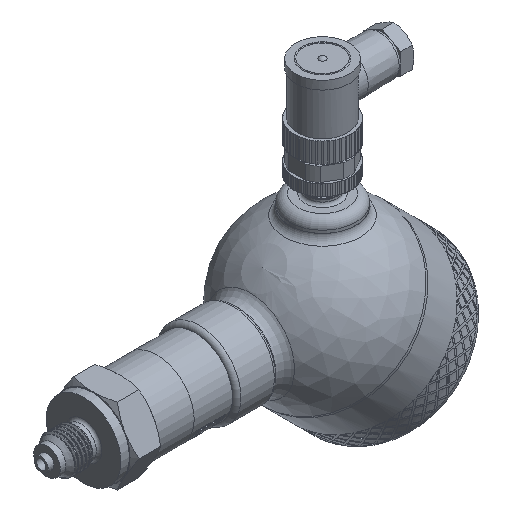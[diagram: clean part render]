
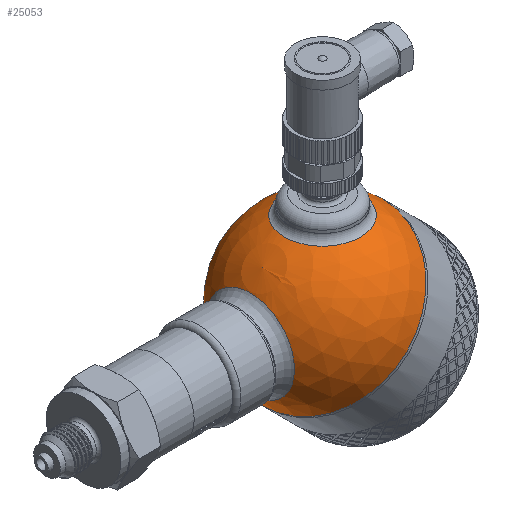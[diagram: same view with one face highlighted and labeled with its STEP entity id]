
A CAD part, isometric view. The second image highlights one B-rep face of the part: STEP entity #25053.
In plain terms, the highlighted spherical face has radius 30 mm.
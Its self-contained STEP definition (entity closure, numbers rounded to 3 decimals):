
#36=SPHERICAL_SURFACE('',#26555,30.);
#91=FACE_BOUND('',#3399,.T.);
#92=FACE_BOUND('',#3400,.T.);
#1767=FACE_OUTER_BOUND('',#3398,.T.);
#3398=EDGE_LOOP('',(#18026,#18027,#18028,#18029));
#3399=EDGE_LOOP('',(#18030));
#3400=EDGE_LOOP('',(#18031));
#4883=CIRCLE('',#26478,30.);
#4884=CIRCLE('',#26479,30.);
#4911=CIRCLE('',#26551,13.5);
#4914=CIRCLE('',#26556,30.);
#4915=CIRCLE('',#26557,15.643);
#9564=VERTEX_POINT('',#35137);
#9565=VERTEX_POINT('',#35139);
#10092=VERTEX_POINT('',#41903);
#10094=VERTEX_POINT('',#41910);
#10095=VERTEX_POINT('',#41912);
#12265=EDGE_CURVE('',#9564,#9565,#4883,.T.);
#12266=EDGE_CURVE('',#9565,#9564,#4884,.T.);
#13059=EDGE_CURVE('',#10092,#10092,#4911,.T.);
#13062=EDGE_CURVE('',#9565,#10094,#4914,.T.);
#13063=EDGE_CURVE('',#10095,#10095,#4915,.T.);
#18026=ORIENTED_EDGE('',*,*,#12266,.F.);
#18027=ORIENTED_EDGE('',*,*,#13062,.T.);
#18028=ORIENTED_EDGE('',*,*,#13062,.F.);
#18029=ORIENTED_EDGE('',*,*,#12265,.F.);
#18030=ORIENTED_EDGE('',*,*,#13063,.F.);
#18031=ORIENTED_EDGE('',*,*,#13059,.F.);
#25053=ADVANCED_FACE('',(#1767,#91,#92),#36,.T.);
#26478=AXIS2_PLACEMENT_3D('',#35140,#28097,#28098);
#26479=AXIS2_PLACEMENT_3D('',#35141,#28099,#28100);
#26551=AXIS2_PLACEMENT_3D('',#41904,#28521,#28522);
#26555=AXIS2_PLACEMENT_3D('',#41909,#28529,#28530);
#26556=AXIS2_PLACEMENT_3D('',#41911,#28531,#28532);
#26557=AXIS2_PLACEMENT_3D('',#41913,#28533,#28534);
#28097=DIRECTION('center_axis',(1.,0.,0.));
#28098=DIRECTION('ref_axis',(0.,1.,0.));
#28099=DIRECTION('center_axis',(1.,0.,0.));
#28100=DIRECTION('ref_axis',(0.,1.,0.));
#28521=DIRECTION('center_axis',(-0.707,0.,-0.707));
#28522=DIRECTION('ref_axis',(-0.707,0.,0.707));
#28529=DIRECTION('center_axis',(1.,0.,0.));
#28530=DIRECTION('ref_axis',(0.,-1.,0.));
#28531=DIRECTION('center_axis',(0.,0.,1.));
#28532=DIRECTION('ref_axis',(0.,1.,0.));
#28533=DIRECTION('center_axis',(-0.707,0.,0.707));
#28534=DIRECTION('ref_axis',(0.707,0.,0.707));
#35137=CARTESIAN_POINT('',(0.,-30.,0.));
#35139=CARTESIAN_POINT('',(0.,30.,0.));
#35140=CARTESIAN_POINT('Origin',(0.,0.,0.));
#35141=CARTESIAN_POINT('Origin',(0.,0.,0.));
#41903=CARTESIAN_POINT('',(-9.398,0.,-28.49));
#41904=CARTESIAN_POINT('Origin',(-18.944,0.,-18.944));
#41909=CARTESIAN_POINT('Origin',(0.,0.,0.));
#41910=CARTESIAN_POINT('',(-30.,0.,0.));
#41911=CARTESIAN_POINT('Origin',(0.,0.,0.));
#41912=CARTESIAN_POINT('',(-29.162,0.,7.04));
#41913=CARTESIAN_POINT('Origin',(-18.101,0.,18.101));
